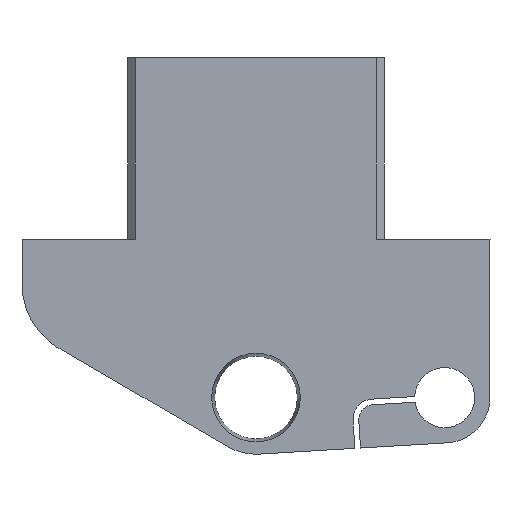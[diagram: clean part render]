
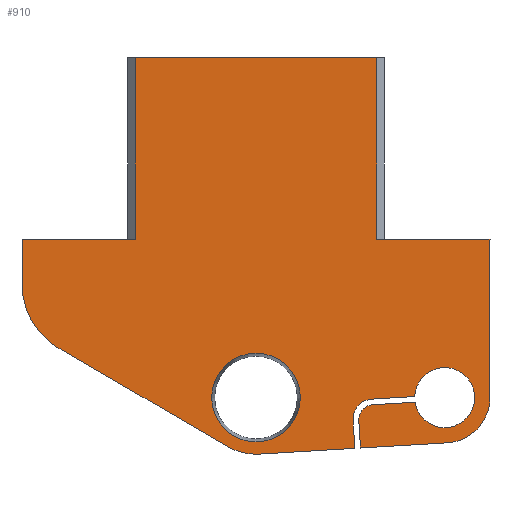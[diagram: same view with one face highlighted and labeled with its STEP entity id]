
A CAD part, front view. The second image highlights one B-rep face of the part: STEP entity #910.
In plain terms, the highlighted planar face has unit normal (0, -1, 0).
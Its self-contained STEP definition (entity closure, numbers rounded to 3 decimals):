
#30=FACE_BOUND('',#129,.T.);
#45=CIRCLE('',#976,10.);
#46=CIRCLE('',#977,7.5);
#47=CIRCLE('',#978,2.6);
#48=CIRCLE('',#979,3.975);
#49=CIRCLE('',#980,2.);
#50=CIRCLE('',#981,6.);
#51=CIRCLE('',#982,5.875);
#77=FACE_OUTER_BOUND('',#128,.T.);
#128=EDGE_LOOP('',(#615,#616,#617,#618,#619,#620,#621,#622,#623,#624,#625,
#626,#627,#628,#629,#630,#631,#632,#633,#634));
#129=EDGE_LOOP('',(#635));
#194=LINE('',#1328,#294);
#197=LINE('',#1334,#297);
#198=LINE('',#1336,#298);
#199=LINE('',#1338,#299);
#200=LINE('',#1340,#300);
#201=LINE('',#1342,#301);
#202=LINE('',#1346,#302);
#203=LINE('',#1350,#303);
#204=LINE('',#1352,#304);
#205=LINE('',#1356,#305);
#206=LINE('',#1360,#306);
#207=LINE('',#1364,#307);
#208=LINE('',#1366,#308);
#209=LINE('',#1369,#309);
#294=VECTOR('',#1061,10.);
#297=VECTOR('',#1066,10.);
#298=VECTOR('',#1067,10.);
#299=VECTOR('',#1068,10.);
#300=VECTOR('',#1069,10.);
#301=VECTOR('',#1070,10.);
#302=VECTOR('',#1073,10.);
#303=VECTOR('',#1076,10.);
#304=VECTOR('',#1077,10.);
#305=VECTOR('',#1080,10.);
#306=VECTOR('',#1083,10.);
#307=VECTOR('',#1086,10.);
#308=VECTOR('',#1087,10.);
#309=VECTOR('',#1090,10.);
#394=VERTEX_POINT('',#1325);
#395=VERTEX_POINT('',#1327);
#397=VERTEX_POINT('',#1333);
#398=VERTEX_POINT('',#1335);
#399=VERTEX_POINT('',#1337);
#400=VERTEX_POINT('',#1339);
#401=VERTEX_POINT('',#1341);
#402=VERTEX_POINT('',#1343);
#403=VERTEX_POINT('',#1345);
#404=VERTEX_POINT('',#1347);
#405=VERTEX_POINT('',#1349);
#406=VERTEX_POINT('',#1351);
#407=VERTEX_POINT('',#1353);
#408=VERTEX_POINT('',#1355);
#409=VERTEX_POINT('',#1357);
#410=VERTEX_POINT('',#1359);
#411=VERTEX_POINT('',#1361);
#412=VERTEX_POINT('',#1363);
#413=VERTEX_POINT('',#1365);
#414=VERTEX_POINT('',#1367);
#415=VERTEX_POINT('',#1370);
#481=EDGE_CURVE('',#394,#395,#194,.T.);
#484=EDGE_CURVE('',#397,#395,#197,.T.);
#485=EDGE_CURVE('',#394,#398,#198,.T.);
#486=EDGE_CURVE('',#399,#398,#199,.T.);
#487=EDGE_CURVE('',#399,#400,#200,.T.);
#488=EDGE_CURVE('',#400,#401,#201,.T.);
#489=EDGE_CURVE('',#401,#402,#45,.T.);
#490=EDGE_CURVE('',#402,#403,#202,.T.);
#491=EDGE_CURVE('',#403,#404,#46,.T.);
#492=EDGE_CURVE('',#404,#405,#203,.T.);
#493=EDGE_CURVE('',#405,#406,#204,.T.);
#494=EDGE_CURVE('',#407,#406,#47,.T.);
#495=EDGE_CURVE('',#407,#408,#205,.T.);
#496=EDGE_CURVE('',#408,#409,#48,.T.);
#497=EDGE_CURVE('',#409,#410,#206,.T.);
#498=EDGE_CURVE('',#411,#410,#49,.T.);
#499=EDGE_CURVE('',#411,#412,#207,.T.);
#500=EDGE_CURVE('',#412,#413,#208,.T.);
#501=EDGE_CURVE('',#413,#414,#50,.T.);
#502=EDGE_CURVE('',#414,#397,#209,.T.);
#503=EDGE_CURVE('',#415,#415,#51,.T.);
#615=ORIENTED_EDGE('',*,*,#484,.T.);
#616=ORIENTED_EDGE('',*,*,#481,.F.);
#617=ORIENTED_EDGE('',*,*,#485,.T.);
#618=ORIENTED_EDGE('',*,*,#486,.F.);
#619=ORIENTED_EDGE('',*,*,#487,.T.);
#620=ORIENTED_EDGE('',*,*,#488,.T.);
#621=ORIENTED_EDGE('',*,*,#489,.T.);
#622=ORIENTED_EDGE('',*,*,#490,.T.);
#623=ORIENTED_EDGE('',*,*,#491,.T.);
#624=ORIENTED_EDGE('',*,*,#492,.T.);
#625=ORIENTED_EDGE('',*,*,#493,.T.);
#626=ORIENTED_EDGE('',*,*,#494,.F.);
#627=ORIENTED_EDGE('',*,*,#495,.T.);
#628=ORIENTED_EDGE('',*,*,#496,.T.);
#629=ORIENTED_EDGE('',*,*,#497,.T.);
#630=ORIENTED_EDGE('',*,*,#498,.F.);
#631=ORIENTED_EDGE('',*,*,#499,.T.);
#632=ORIENTED_EDGE('',*,*,#500,.T.);
#633=ORIENTED_EDGE('',*,*,#501,.T.);
#634=ORIENTED_EDGE('',*,*,#502,.T.);
#635=ORIENTED_EDGE('',*,*,#503,.F.);
#874=PLANE('',#975);
#910=ADVANCED_FACE('',(#77,#30),#874,.F.);
#975=AXIS2_PLACEMENT_3D('',#1332,#1064,#1065);
#976=AXIS2_PLACEMENT_3D('',#1344,#1071,#1072);
#977=AXIS2_PLACEMENT_3D('',#1348,#1074,#1075);
#978=AXIS2_PLACEMENT_3D('',#1354,#1078,#1079);
#979=AXIS2_PLACEMENT_3D('',#1358,#1081,#1082);
#980=AXIS2_PLACEMENT_3D('',#1362,#1084,#1085);
#981=AXIS2_PLACEMENT_3D('',#1368,#1088,#1089);
#982=AXIS2_PLACEMENT_3D('',#1371,#1091,#1092);
#1061=DIRECTION('',(0.,0.,-1.));
#1064=DIRECTION('center_axis',(0.,1.,0.));
#1065=DIRECTION('ref_axis',(1.,0.,0.));
#1066=DIRECTION('',(-1.,0.,0.));
#1067=DIRECTION('',(-1.,0.,0.));
#1068=DIRECTION('',(0.,0.,1.));
#1069=DIRECTION('',(-1.,0.,0.));
#1070=DIRECTION('',(0.,0.,-1.));
#1071=DIRECTION('center_axis',(0.,-1.,0.));
#1072=DIRECTION('ref_axis',(-0.41,0.,-0.912));
#1073=DIRECTION('',(0.864,0.,-0.504));
#1074=DIRECTION('center_axis',(0.,-1.,0.));
#1075=DIRECTION('ref_axis',(1.,0.,0.));
#1076=DIRECTION('',(0.998,0.,0.06));
#1077=DIRECTION('',(-0.06,0.,0.998));
#1078=DIRECTION('center_axis',(0.,-1.,0.));
#1079=DIRECTION('ref_axis',(-0.748,0.,0.663));
#1080=DIRECTION('',(0.998,0.,0.06));
#1081=DIRECTION('center_axis',(0.,1.,0.));
#1082=DIRECTION('ref_axis',(1.,0.,0.));
#1083=DIRECTION('',(-0.998,0.,-0.06));
#1084=DIRECTION('center_axis',(0.,1.,0.));
#1085=DIRECTION('ref_axis',(-0.748,0.,0.663));
#1086=DIRECTION('',(0.06,0.,-0.998));
#1087=DIRECTION('',(0.998,0.,0.06));
#1088=DIRECTION('center_axis',(0.,-1.,0.));
#1089=DIRECTION('ref_axis',(1.,0.,0.));
#1090=DIRECTION('',(0.,0.,1.));
#1091=DIRECTION('center_axis',(0.,-1.,0.));
#1092=DIRECTION('ref_axis',(1.,0.,0.));
#1325=CARTESIAN_POINT('',(211.303,-8.,-91.552));
#1327=CARTESIAN_POINT('',(211.303,-8.,-115.552));
#1328=CARTESIAN_POINT('',(211.303,-8.,-118.527));
#1332=CARTESIAN_POINT('Origin',(220.303,-8.,-121.502));
#1333=CARTESIAN_POINT('',(226.303,-8.,-115.552));
#1334=CARTESIAN_POINT('',(226.303,-8.,-115.552));
#1335=CARTESIAN_POINT('',(179.303,-8.,-91.552));
#1336=CARTESIAN_POINT('',(178.303,-8.,-91.552));
#1337=CARTESIAN_POINT('',(179.303,-8.,-115.552));
#1338=CARTESIAN_POINT('',(179.303,-8.,-106.527));
#1339=CARTESIAN_POINT('',(164.303,-8.,-115.552));
#1340=CARTESIAN_POINT('',(178.303,-8.,-115.552));
#1341=CARTESIAN_POINT('',(164.303,-8.,-121.467));
#1342=CARTESIAN_POINT('',(164.303,-8.,-115.552));
#1343=CARTESIAN_POINT('',(170.207,-8.,-130.59));
#1344=CARTESIAN_POINT('Origin',(174.303,-8.,-121.467));
#1345=CARTESIAN_POINT('',(191.522,-8.,-143.029));
#1346=CARTESIAN_POINT('',(170.207,-8.,-130.59));
#1347=CARTESIAN_POINT('',(195.753,-8.,-144.038));
#1348=CARTESIAN_POINT('Origin',(195.303,-8.,-136.552));
#1349=CARTESIAN_POINT('',(208.391,-8.,-143.279));
#1350=CARTESIAN_POINT('',(195.753,-8.,-144.038));
#1351=CARTESIAN_POINT('',(208.165,-8.,-139.511));
#1352=CARTESIAN_POINT('',(208.009,-8.,-136.915));
#1353=CARTESIAN_POINT('',(210.604,-8.,-136.759));
#1354=CARTESIAN_POINT('Origin',(210.76,-8.,-139.355));
#1355=CARTESIAN_POINT('',(216.33,-8.,-136.415));
#1356=CARTESIAN_POINT('',(220.28,-8.,-136.178));
#1357=CARTESIAN_POINT('',(216.375,-8.,-137.164));
#1358=CARTESIAN_POINT('Origin',(220.303,-8.,-136.552));
#1359=CARTESIAN_POINT('',(210.799,-8.,-137.499));
#1360=CARTESIAN_POINT('',(220.325,-8.,-136.926));
#1361=CARTESIAN_POINT('',(208.923,-8.,-139.615));
#1362=CARTESIAN_POINT('Origin',(210.919,-8.,-139.495));
#1363=CARTESIAN_POINT('',(209.14,-8.,-143.234));
#1364=CARTESIAN_POINT('',(208.803,-8.,-137.619));
#1365=CARTESIAN_POINT('',(220.663,-8.,-142.541));
#1366=CARTESIAN_POINT('',(195.753,-8.,-144.038));
#1367=CARTESIAN_POINT('',(226.303,-8.,-136.555));
#1368=CARTESIAN_POINT('Origin',(220.303,-8.,-136.552));
#1369=CARTESIAN_POINT('',(226.303,-8.,-136.555));
#1370=CARTESIAN_POINT('',(189.428,-8.,-136.552));
#1371=CARTESIAN_POINT('Origin',(195.303,-8.,-136.552));
